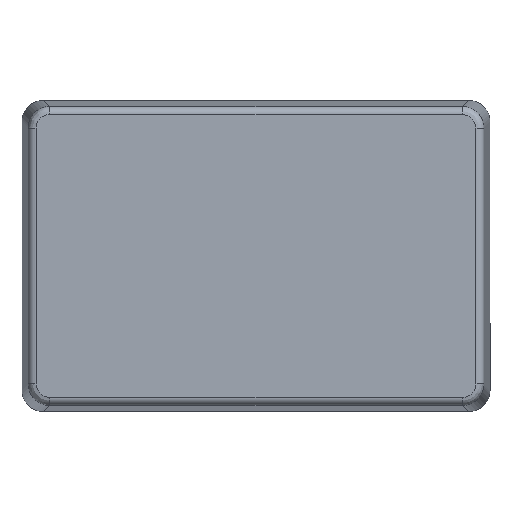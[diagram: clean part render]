
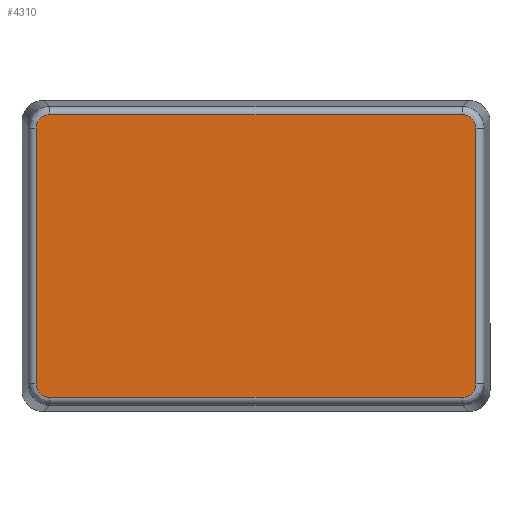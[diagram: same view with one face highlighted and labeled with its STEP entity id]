
A CAD part, front view. The second image highlights one B-rep face of the part: STEP entity #4310.
In plain terms, the highlighted face is planar.
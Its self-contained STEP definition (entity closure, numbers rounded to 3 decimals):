
#301=LINE('',#7218,#557);
#303=LINE('',#7284,#559);
#304=LINE('',#7289,#560);
#306=LINE('',#7352,#562);
#557=VECTOR('',#5408,76.806);
#559=VECTOR('',#5426,47.606);
#560=VECTOR('',#5431,47.606);
#562=VECTOR('',#5447,76.806);
#790=ELLIPSE('',#4691,2.503,2.5);
#791=ELLIPSE('',#4693,2.503,2.5);
#794=ELLIPSE('',#4701,2.503,2.5);
#795=ELLIPSE('',#4703,2.503,2.5);
#851=PLANE('',#4712);
#1193=FACE_OUTER_BOUND('',#1526,.T.);
#1526=EDGE_LOOP('',(#3362,#3363,#3364,#3365,#3366,#3367,#3368,#3369));
#2077=VERTEX_POINT('',#7211);
#2080=VERTEX_POINT('',#7216);
#2081=VERTEX_POINT('',#7244);
#2084=VERTEX_POINT('',#7275);
#2085=VERTEX_POINT('',#7280);
#2088=VERTEX_POINT('',#7287);
#2089=VERTEX_POINT('',#7316);
#2092=VERTEX_POINT('',#7347);
#2541=EDGE_CURVE('',#2080,#2077,#301,.T.);
#2544=EDGE_CURVE('',#2077,#2081,#790,.T.);
#2546=EDGE_CURVE('',#2084,#2080,#791,.T.);
#2550=EDGE_CURVE('',#2081,#2085,#303,.T.);
#2552=EDGE_CURVE('',#2088,#2084,#304,.T.);
#2556=EDGE_CURVE('',#2085,#2089,#794,.T.);
#2558=EDGE_CURVE('',#2092,#2088,#795,.T.);
#2560=EDGE_CURVE('',#2089,#2092,#306,.T.);
#3362=ORIENTED_EDGE('',*,*,#2541,.F.);
#3363=ORIENTED_EDGE('',*,*,#2546,.F.);
#3364=ORIENTED_EDGE('',*,*,#2552,.F.);
#3365=ORIENTED_EDGE('',*,*,#2558,.F.);
#3366=ORIENTED_EDGE('',*,*,#2560,.F.);
#3367=ORIENTED_EDGE('',*,*,#2556,.F.);
#3368=ORIENTED_EDGE('',*,*,#2550,.F.);
#3369=ORIENTED_EDGE('',*,*,#2544,.F.);
#4310=ADVANCED_FACE('',(#1193),#851,.F.);
#4691=AXIS2_PLACEMENT_3D('',#7248,#5413,#5414);
#4693=AXIS2_PLACEMENT_3D('',#7277,#5417,#5418);
#4701=AXIS2_PLACEMENT_3D('',#7320,#5437,#5438);
#4703=AXIS2_PLACEMENT_3D('',#7349,#5441,#5442);
#4712=AXIS2_PLACEMENT_3D('',#7372,#5468,#5469);
#5408=DIRECTION('',(1.,0.,0.));
#5413=DIRECTION('center_axis',(0.,0.,1.));
#5414=DIRECTION('ref_axis',(0.707,-0.707,0.));
#5417=DIRECTION('center_axis',(0.,0.,1.));
#5418=DIRECTION('ref_axis',(-0.707,-0.707,0.));
#5426=DIRECTION('',(0.,1.,0.));
#5431=DIRECTION('',(0.,-1.,0.));
#5437=DIRECTION('center_axis',(0.,0.,1.));
#5438=DIRECTION('ref_axis',(0.707,0.707,0.));
#5441=DIRECTION('center_axis',(0.,0.,1.));
#5442=DIRECTION('ref_axis',(-0.707,0.707,0.));
#5447=DIRECTION('',(-1.,0.,0.));
#5468=DIRECTION('center_axis',(0.,0.,1.));
#5469=DIRECTION('ref_axis',(1.,0.,0.));
#7211=CARTESIAN_POINT('',(38.403,-26.301,0.));
#7216=CARTESIAN_POINT('',(-38.403,-26.301,0.));
#7218=CARTESIAN_POINT('',(0.,-26.301,0.));
#7244=CARTESIAN_POINT('',(40.901,-23.803,0.));
#7248=CARTESIAN_POINT('Origin',(38.4,-23.8,0.));
#7275=CARTESIAN_POINT('',(-40.901,-23.803,0.));
#7277=CARTESIAN_POINT('Origin',(-38.4,-23.8,0.));
#7280=CARTESIAN_POINT('',(40.901,23.803,0.));
#7284=CARTESIAN_POINT('',(40.901,0.,0.));
#7287=CARTESIAN_POINT('',(-40.901,23.803,0.));
#7289=CARTESIAN_POINT('',(-40.901,0.,0.));
#7316=CARTESIAN_POINT('',(38.403,26.301,0.));
#7320=CARTESIAN_POINT('Origin',(38.4,23.8,0.));
#7347=CARTESIAN_POINT('',(-38.403,26.301,0.));
#7349=CARTESIAN_POINT('Origin',(-38.4,23.8,0.));
#7352=CARTESIAN_POINT('',(0.,26.301,0.));
#7372=CARTESIAN_POINT('Origin',(0.,0.,0.));
